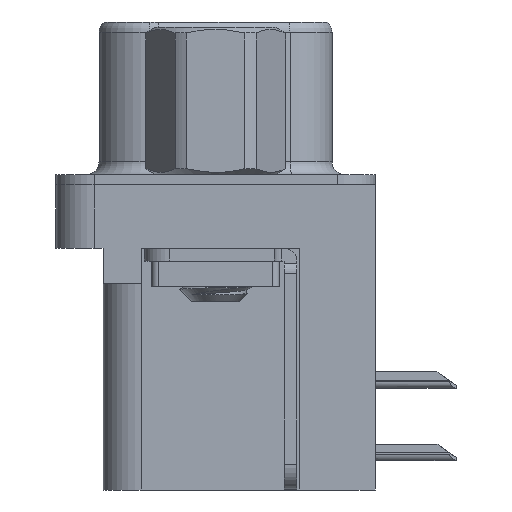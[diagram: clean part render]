
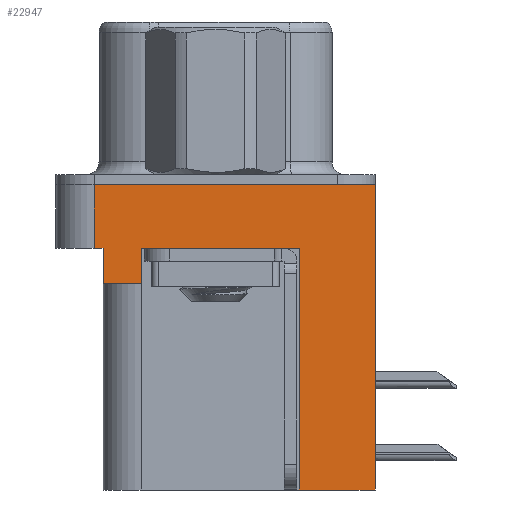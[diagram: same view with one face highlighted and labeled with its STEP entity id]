
A CAD part, left-side view. The second image highlights one B-rep face of the part: STEP entity #22947.
In plain terms, the highlighted planar face has unit normal (-1, 0, 0).
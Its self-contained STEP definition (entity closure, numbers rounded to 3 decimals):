
#309 = DIRECTION ( 'NONE',  ( 0., 0., 1. ) ) ;
#581 = CARTESIAN_POINT ( 'NONE',  ( -3., -6.275, -2.5 ) ) ;
#594 = EDGE_CURVE ( 'NONE', #2608, #17641, #16903, .T. ) ;
#803 = VECTOR ( 'NONE', #25481, 1000. ) ;
#1142 = VECTOR ( 'NONE', #15633, 1000. ) ;
#1168 = DIRECTION ( 'NONE',  ( 0., 1., 0. ) ) ;
#1179 = LINE ( 'NONE', #20821, #25931 ) ;
#1475 = LINE ( 'NONE', #581, #1142 ) ;
#1900 = LINE ( 'NONE', #21033, #21651 ) ;
#2018 = CARTESIAN_POINT ( 'NONE',  ( -3., 4.425, -3.9 ) ) ;
#2447 = VERTEX_POINT ( 'NONE', #8320 ) ;
#2608 = VERTEX_POINT ( 'NONE', #11329 ) ;
#2630 = VERTEX_POINT ( 'NONE', #10965 ) ;
#3096 = VECTOR ( 'NONE', #20842, 1000. ) ;
#3553 = EDGE_CURVE ( 'NONE', #18340, #5129, #26950, .T. ) ;
#3622 = DIRECTION ( 'NONE',  ( 0., -1., 0. ) ) ;
#3712 = CARTESIAN_POINT ( 'NONE',  ( -3., 4.425, -3.9 ) ) ;
#4391 = DIRECTION ( 'NONE',  ( 0., 0., 1. ) ) ;
#4720 = ORIENTED_EDGE ( 'NONE', *, *, #10011, .F. ) ;
#4744 = VERTEX_POINT ( 'NONE', #21399 ) ;
#4766 = EDGE_CURVE ( 'NONE', #18340, #5265, #18921, .T. ) ;
#4767 = CARTESIAN_POINT ( 'NONE',  ( -3., 4.775, -2.5 ) ) ;
#5129 = VERTEX_POINT ( 'NONE', #12907 ) ;
#5265 = VERTEX_POINT ( 'NONE', #15422 ) ;
#7399 = VECTOR ( 'NONE', #309, 1000. ) ;
#7737 = CARTESIAN_POINT ( 'NONE',  ( -3., 2.895, -3.9 ) ) ;
#7866 = LINE ( 'NONE', #3712, #3096 ) ;
#8073 = DIRECTION ( 'NONE',  ( 0., 0., 1. ) ) ;
#8093 = LINE ( 'NONE', #26398, #23113 ) ;
#8320 = CARTESIAN_POINT ( 'NONE',  ( -3., 4.425, -2.5 ) ) ;
#8422 = ORIENTED_EDGE ( 'NONE', *, *, #24536, .F. ) ;
#9777 = CARTESIAN_POINT ( 'NONE',  ( -3., -3.295, -12. ) ) ;
#10011 = EDGE_CURVE ( 'NONE', #2608, #15322, #7866, .T. ) ;
#10448 = ORIENTED_EDGE ( 'NONE', *, *, #24077, .F. ) ;
#10965 = CARTESIAN_POINT ( 'NONE',  ( -3., 4.775, -2.5 ) ) ;
#11329 = CARTESIAN_POINT ( 'NONE',  ( -3., 2.895, -3.9 ) ) ;
#11341 = ORIENTED_EDGE ( 'NONE', *, *, #24125, .F. ) ;
#11431 = VECTOR ( 'NONE', #4391, 1000. ) ;
#11468 = ORIENTED_EDGE ( 'NONE', *, *, #4766, .T. ) ;
#11698 = VERTEX_POINT ( 'NONE', #19332 ) ;
#12516 = FACE_OUTER_BOUND ( 'NONE', #14817, .T. ) ;
#12635 = DIRECTION ( 'NONE',  ( -1., 0., 0. ) ) ;
#12907 = CARTESIAN_POINT ( 'NONE',  ( -3., -3.295, -12. ) ) ;
#12947 = CARTESIAN_POINT ( 'NONE',  ( -3., 4.425, -3.9 ) ) ;
#13275 = CARTESIAN_POINT ( 'NONE',  ( -3., 2.895, -2.5 ) ) ;
#14817 = EDGE_LOOP ( 'NONE', ( #15221, #10448, #25953, #11341, #4720, #22164, #24758, #8422, #15666, #11468 ) ) ;
#15221 = ORIENTED_EDGE ( 'NONE', *, *, #21082, .F. ) ;
#15322 = VERTEX_POINT ( 'NONE', #2018 ) ;
#15422 = CARTESIAN_POINT ( 'NONE',  ( -3., -6.275, 0. ) ) ;
#15633 = DIRECTION ( 'NONE',  ( 0., -1., 0. ) ) ;
#15666 = ORIENTED_EDGE ( 'NONE', *, *, #3553, .F. ) ;
#15674 = VECTOR ( 'NONE', #1168, 1000. ) ;
#16903 = LINE ( 'NONE', #7737, #17908 ) ;
#16930 = CARTESIAN_POINT ( 'NONE',  ( -3., -6.275, -2.5 ) ) ;
#16969 = EDGE_CURVE ( 'NONE', #2630, #2447, #8093, .T. ) ;
#17641 = VERTEX_POINT ( 'NONE', #13275 ) ;
#17908 = VECTOR ( 'NONE', #21242, 1000. ) ;
#17969 = DIRECTION ( 'NONE',  ( 0., -1., 0. ) ) ;
#18340 = VERTEX_POINT ( 'NONE', #21538 ) ;
#18921 = LINE ( 'NONE', #23371, #803 ) ;
#19332 = CARTESIAN_POINT ( 'NONE',  ( -3., -3.295, -2.5 ) ) ;
#20821 = CARTESIAN_POINT ( 'NONE',  ( -3., -6.275, 0. ) ) ;
#20842 = DIRECTION ( 'NONE',  ( 0., 1., 0. ) ) ;
#21033 = CARTESIAN_POINT ( 'NONE',  ( -3., -3.295, -12. ) ) ;
#21082 = EDGE_CURVE ( 'NONE', #4744, #5265, #1179, .T. ) ;
#21242 = DIRECTION ( 'NONE',  ( 0., 0., 1. ) ) ;
#21399 = CARTESIAN_POINT ( 'NONE',  ( -3., 4.775, 0. ) ) ;
#21428 = LINE ( 'NONE', #4767, #11431 ) ;
#21538 = CARTESIAN_POINT ( 'NONE',  ( -3., -6.275, -12. ) ) ;
#21651 = VECTOR ( 'NONE', #8073, 1000. ) ;
#22164 = ORIENTED_EDGE ( 'NONE', *, *, #594, .T. ) ;
#22414 = LINE ( 'NONE', #12947, #7399 ) ;
#22947 = ADVANCED_FACE ( 'NONE', ( #12516 ), #23364, .T. ) ;
#23010 = DIRECTION ( 'NONE',  ( 0., 0., 1. ) ) ;
#23113 = VECTOR ( 'NONE', #17969, 1000. ) ;
#23364 = PLANE ( 'NONE',  #25193 ) ;
#23371 = CARTESIAN_POINT ( 'NONE',  ( -3., -6.275, -2.5 ) ) ;
#24077 = EDGE_CURVE ( 'NONE', #2630, #4744, #21428, .T. ) ;
#24125 = EDGE_CURVE ( 'NONE', #15322, #2447, #22414, .T. ) ;
#24536 = EDGE_CURVE ( 'NONE', #5129, #11698, #1900, .T. ) ;
#24758 = ORIENTED_EDGE ( 'NONE', *, *, #25473, .T. ) ;
#25193 = AXIS2_PLACEMENT_3D ( 'NONE', #16930, #12635, #23010 ) ;
#25473 = EDGE_CURVE ( 'NONE', #17641, #11698, #1475, .T. ) ;
#25481 = DIRECTION ( 'NONE',  ( 0., 0., 1. ) ) ;
#25931 = VECTOR ( 'NONE', #3622, 1000. ) ;
#25953 = ORIENTED_EDGE ( 'NONE', *, *, #16969, .T. ) ;
#26398 = CARTESIAN_POINT ( 'NONE',  ( -3., -6.275, -2.5 ) ) ;
#26950 = LINE ( 'NONE', #9777, #15674 ) ;
